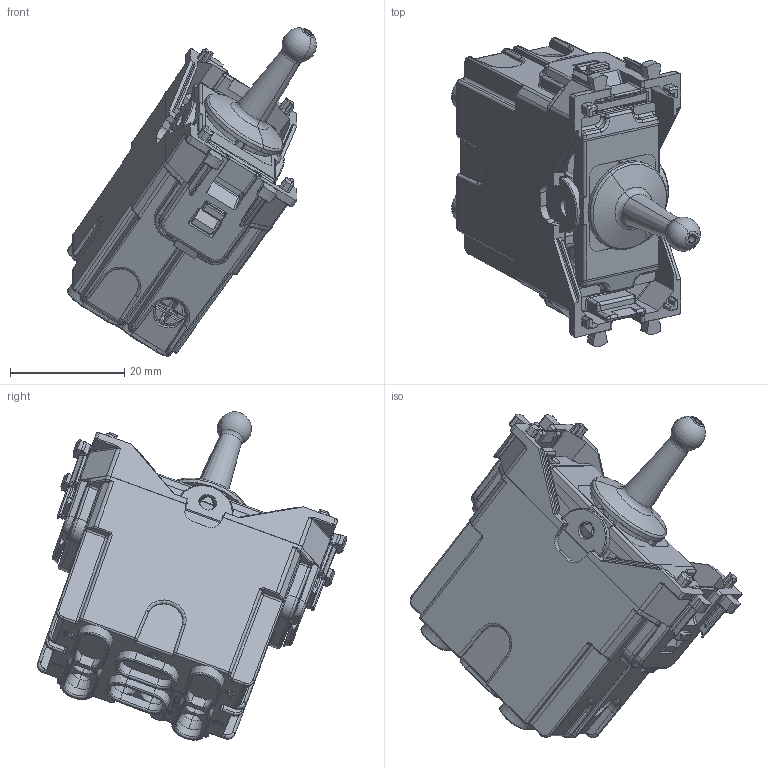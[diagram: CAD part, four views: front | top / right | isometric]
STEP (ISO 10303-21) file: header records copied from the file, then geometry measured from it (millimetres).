
FILE_DESCRIPTION(('CATIA V5 STEP Exchange'),'2;1');
FILE_NAME('444051OT.stp','2025-03-06T15:15:53+00:00',('none'),('none'),'CATIA Version 5-6 Release 2016 SP6','CATIA V5 STEP AP203','none');
FILE_SCHEMA(('CONFIG_CONTROL_DESIGN'));
Products named in the file (3): STP; AS2225; AS2224
Assembly tree (13 placements, depth 3):
  STP
    #57
    #42854
    AS2225
      #100621
      #103271
      #104264
    AS2224  x2
      #106198
      #103271
      #104264
    #107580
    #127478
Bounding box: 43.51 x 54.13 x 57.49 mm (x, y, z)
Volume: 15780.4 mm3; surface area: 25497 mm2
Topology: 15 solids, 15 shells, 3560 faces, 9369 edges, 5700 vertices
Faces by surface type: plane 1478, cylinder 1151, bspline 466, cone 201, torus 126, sphere 116, extrusion 12, revolution 10
Entity records: 129222 total; most frequent: CARTESIAN_POINT 58566, ORIENTED_EDGE 17234, DIRECTION 10022, EDGE_CURVE 8617, VERTEX_POINT 5315, VECTOR 4186, LINE 4174, AXIS2_PLACEMENT_3D 3571
